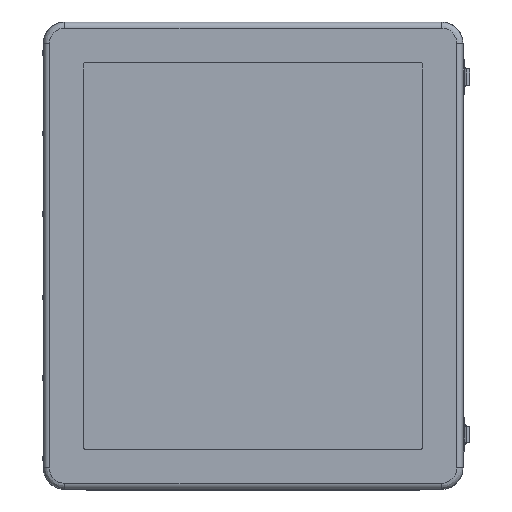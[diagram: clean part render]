
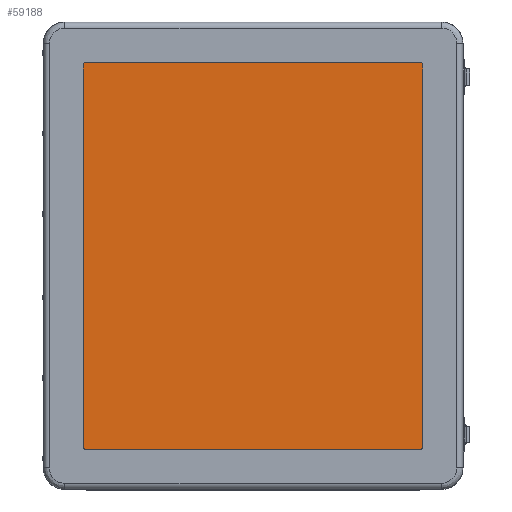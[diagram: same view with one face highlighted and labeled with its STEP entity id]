
A CAD part, top view. The second image highlights one B-rep face of the part: STEP entity #59188.
In plain terms, the highlighted planar face has unit normal (0, 0, 1).
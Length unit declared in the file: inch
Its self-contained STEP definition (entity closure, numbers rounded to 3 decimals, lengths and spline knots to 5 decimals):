
#372 = DIRECTION ( 'NONE',  ( 0., 0., 1. ) ) ;
#2876 = CARTESIAN_POINT ( 'NONE',  ( 7.01, -8., 0.24914 ) ) ;
#3285 = VERTEX_POINT ( 'NONE', #69335 ) ;
#3492 = CARTESIAN_POINT ( 'NONE',  ( -7.115, -8., 0.24914 ) ) ;
#3508 = DIRECTION ( 'NONE',  ( 1., 0., 0. ) ) ;
#3639 = CIRCLE ( 'NONE', #72991, 0.125 ) ;
#3797 = FACE_OUTER_BOUND ( 'NONE', #74654, .T. ) ;
#3823 = VERTEX_POINT ( 'NONE', #37652 ) ;
#4315 = VECTOR ( 'NONE', #12301, 39.37008 ) ;
#4816 = DIRECTION ( 'NONE',  ( 0., 0., -1. ) ) ;
#6972 = DIRECTION ( 'NONE',  ( 1., 0., 0. ) ) ;
#7416 = EDGE_CURVE ( 'NONE', #45458, #12480, #7947, .T. ) ;
#7947 = LINE ( 'NONE', #34190, #31548 ) ;
#10145 = CARTESIAN_POINT ( 'NONE',  ( -6.99, -8.125, 0.24914 ) ) ;
#10240 = CARTESIAN_POINT ( 'NONE',  ( -6.99, 8., 0.24914 ) ) ;
#11817 = CARTESIAN_POINT ( 'NONE',  ( 0.01, 0., 0.24914 ) ) ;
#12301 = DIRECTION ( 'NONE',  ( -1., 0., 0. ) ) ;
#12480 = VERTEX_POINT ( 'NONE', #28187 ) ;
#13574 = LINE ( 'NONE', #49150, #73876 ) ;
#16632 = ORIENTED_EDGE ( 'NONE', *, *, #48918, .F. ) ;
#17285 = CARTESIAN_POINT ( 'NONE',  ( -6.99, -8., 0.24914 ) ) ;
#17466 = CARTESIAN_POINT ( 'NONE',  ( 7.01, 8., 0.24914 ) ) ;
#18589 = ORIENTED_EDGE ( 'NONE', *, *, #32555, .F. ) ;
#20456 = DIRECTION ( 'NONE',  ( -1., 0., 0. ) ) ;
#20681 = CARTESIAN_POINT ( 'NONE',  ( 7.135, 8., 0.24914 ) ) ;
#20925 = ORIENTED_EDGE ( 'NONE', *, *, #54516, .F. ) ;
#23149 = VERTEX_POINT ( 'NONE', #68213 ) ;
#23402 = AXIS2_PLACEMENT_3D ( 'NONE', #2876, #43692, #20456 ) ;
#23526 = LINE ( 'NONE', #37902, #44548 ) ;
#23776 = PLANE ( 'NONE',  #46692 ) ;
#28187 = CARTESIAN_POINT ( 'NONE',  ( 7.135, -8., 0.24914 ) ) ;
#28212 = ORIENTED_EDGE ( 'NONE', *, *, #54206, .F. ) ;
#31548 = VECTOR ( 'NONE', #63921, 39.37008 ) ;
#32083 = VERTEX_POINT ( 'NONE', #36430 ) ;
#32555 = EDGE_CURVE ( 'NONE', #23149, #3285, #13574, .T. ) ;
#34190 = CARTESIAN_POINT ( 'NONE',  ( 7.135, -8., 0.24914 ) ) ;
#34411 = ORIENTED_EDGE ( 'NONE', *, *, #62268, .F. ) ;
#36430 = CARTESIAN_POINT ( 'NONE',  ( 7.01, -8.125, 0.24914 ) ) ;
#37423 = EDGE_CURVE ( 'NONE', #44520, #66889, #3639, .T. ) ;
#37652 = CARTESIAN_POINT ( 'NONE',  ( -7.115, 8., 0.24914 ) ) ;
#37902 = CARTESIAN_POINT ( 'NONE',  ( -7.115, 8., 0.24914 ) ) ;
#38005 = CIRCLE ( 'NONE', #42300, 0.125 ) ;
#40256 = CIRCLE ( 'NONE', #23402, 0.125 ) ;
#42300 = AXIS2_PLACEMENT_3D ( 'NONE', #17466, #69833, #46312 ) ;
#43692 = DIRECTION ( 'NONE',  ( 0., 0., -1. ) ) ;
#44520 = VERTEX_POINT ( 'NONE', #10145 ) ;
#44548 = VECTOR ( 'NONE', #67297, 39.37008 ) ;
#45418 = DIRECTION ( 'NONE',  ( -1., 0., 0. ) ) ;
#45458 = VERTEX_POINT ( 'NONE', #20681 ) ;
#46015 = ORIENTED_EDGE ( 'NONE', *, *, #7416, .F. ) ;
#46312 = DIRECTION ( 'NONE',  ( -1., 0., 0. ) ) ;
#46692 = AXIS2_PLACEMENT_3D ( 'NONE', #11817, #372, #6972 ) ;
#47677 = EDGE_CURVE ( 'NONE', #32083, #44520, #73730, .T. ) ;
#48918 = EDGE_CURVE ( 'NONE', #3823, #23149, #61260, .T. ) ;
#49150 = CARTESIAN_POINT ( 'NONE',  ( 7.01, 8.125, 0.24914 ) ) ;
#53870 = CARTESIAN_POINT ( 'NONE',  ( -6.99, -8.125, 0.24914 ) ) ;
#54206 = EDGE_CURVE ( 'NONE', #66889, #3823, #23526, .T. ) ;
#54516 = EDGE_CURVE ( 'NONE', #3285, #45458, #38005, .T. ) ;
#57849 = DIRECTION ( 'NONE',  ( -1., 0., 0. ) ) ;
#59188 = ADVANCED_FACE ( 'NONE', ( #3797 ), #23776, .T. ) ;
#61260 = CIRCLE ( 'NONE', #62213, 0.125 ) ;
#62213 = AXIS2_PLACEMENT_3D ( 'NONE', #10240, #74544, #45418 ) ;
#62268 = EDGE_CURVE ( 'NONE', #12480, #32083, #40256, .T. ) ;
#63921 = DIRECTION ( 'NONE',  ( 0., -1., 0. ) ) ;
#66889 = VERTEX_POINT ( 'NONE', #3492 ) ;
#67297 = DIRECTION ( 'NONE',  ( 0., 1., 0. ) ) ;
#67773 = ORIENTED_EDGE ( 'NONE', *, *, #37423, .F. ) ;
#68213 = CARTESIAN_POINT ( 'NONE',  ( -6.99, 8.125, 0.24914 ) ) ;
#69335 = CARTESIAN_POINT ( 'NONE',  ( 7.01, 8.125, 0.24914 ) ) ;
#69833 = DIRECTION ( 'NONE',  ( 0., 0., -1. ) ) ;
#72991 = AXIS2_PLACEMENT_3D ( 'NONE', #17285, #4816, #57849 ) ;
#73019 = ORIENTED_EDGE ( 'NONE', *, *, #47677, .F. ) ;
#73730 = LINE ( 'NONE', #53870, #4315 ) ;
#73876 = VECTOR ( 'NONE', #3508, 39.37008 ) ;
#74544 = DIRECTION ( 'NONE',  ( 0., 0., -1. ) ) ;
#74654 = EDGE_LOOP ( 'NONE', ( #46015, #20925, #18589, #16632, #28212, #67773, #73019, #34411 ) ) ;
